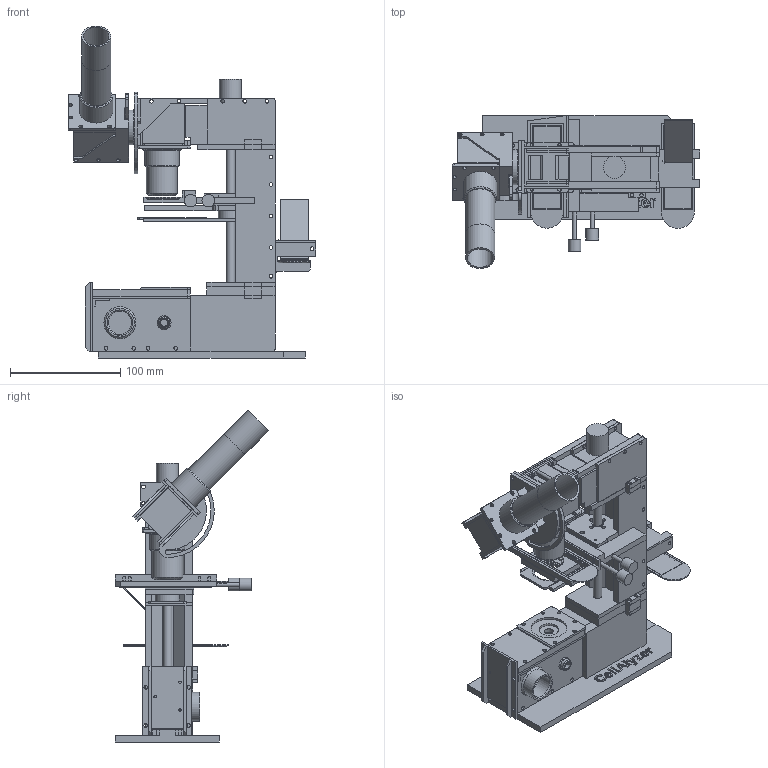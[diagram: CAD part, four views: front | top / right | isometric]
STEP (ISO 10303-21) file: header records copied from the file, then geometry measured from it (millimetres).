
FILE_DESCRIPTION(/* description */ (''),/* implementation_level */ '2;1');
FILE_NAME(/* name */ 'Mikroskop_Assembled_Render v8_fixxed_Kondensor.step',/* time_stamp */ '2023-02-08T12:24:33+01:00',/* author */ (''),/* organization */ (''),/* preprocessor_version */ 'ST-DEVELOPER v19.2',/* originating_system */ 'Autodesk Translation Framework v11.17.0.187',/* authorisation */ '');
FILE_SCHEMA (('AUTOMOTIVE_DESIGN { 1 0 10303 214 3 1 1 }'));
Length unit declared in the file: millimetre
Products named in the file (56): Mikroskop_Assembled_Render; Objektiv_Integration; Schraubanschluss_Objektiv; Spiegel; Seiten_kappe; Seitenkappe_2; Spiegel_im_Verbindungs_stück; Strahlengang; Tubus; Objektiv_spiegel_Tubus; Tubus_Winkel_Verstellbarkeit_Spiegel_verbindung; Winkel_Verstellbarkeit_; Winkel_Tubus_Drehbar; Spiegel (1); Spiegel_Einsatz; Seiten_Bestandteil; 2_Seitenteil; Tubus_endstück; Okular; Kondensor_Halter; Lamp_Electronics_ect; LED_holder; Gehäuse_Kabel_Poti_Schalter; Deckel; Boden; Batterie Halterung; Verbindung; Hintere Wand; Verbindung 2; xyz_verstellung; Fixierung_Kreuztisch; Kreuztisch_Anschluss; Colorfilter_Holder; Slide_XYZ_Satge; Tube_Top_Ending; Tube_Bot_End; Maße; Connector_Block; Connector_Block (1); Connector_Block_2 ...
Assembly tree (57 placements, depth 4):
  Mikroskop_Assembled_Render
    Objektiv_Integration
      Schraubanschluss_Objektiv
      Spiegel
      Seiten_kappe
      Seitenkappe_2
      Spiegel_im_Verbindungs_stück
      Strahlengang
    Tubus
      Objektiv_spiegel_Tubus
      Tubus_Winkel_Verstellbarkeit_Spiegel_verbindung
      Winkel_Verstellbarkeit_
      Winkel_Tubus_Drehbar
      Spiegel (1)
      Spiegel_Einsatz
      Seiten_Bestandteil
      2_Seitenteil
      Tubus_endstück
      Okular
      Kondensor_Halter
    Lamp_Electronics_ect
      LED_holder
      Gehäuse_Kabel_Poti_Schalter
        Deckel
      Boden
      Batterie Halterung
      Verbindung
      Hintere Wand
      Verbindung 2
    xyz_verstellung
      Objektträger
      Objektträger_Halterung
      Fixierung_Kreuztisch
      Kreuztisch_Anschluss
    Colorfilter_Holder
    Slide_XYZ_Satge
    Tube_Top_Ending
    Tube_Bot_End
    Maße
    Connector_Block
    Connector_Block (1)
    Connector_Block_2
    Connector_Block_2_2
    Kreuztisch_für_Render
    Raspi_BPD
      Schraubanschluss (1)
      Winkel
    Optische Komponenten
      Objektiv
    Objektträger_Halterung
    Objektträger
    Spindel
    Leitspindel_Kupfer
    Abstandhalter_Kondensor
    Base
    Diaphragma_slide
    Diaphragma
    Knopf
Bounding box: 224.5 x 138.76 x 300.6 mm (x, y, z)
Volume: 891175.3 mm3; surface area: 359646.2 mm2
Topology: 47 solids, 48 shells, 1159 faces, 3041 edges, 2014 vertices
Faces by surface type: plane 749, cylinder 334, bspline 64, cone 12
Full cylindrical faces by diameter (mm): 1.7 x4, 2.3 x3, 3.281 x2, 3.3 x168, 3.5 x19, 4 x3, 4.1 x2, 8 x4, 8.004 x3, 8.5 x1, 10.2 x5, 10.5 x1, 11.5 x2, 18 x1, 20 x1, 21 x1, 22 x3, 23.022 x2, 23.2 x4, 24 x1, 26 x1, 26.5 x8, 28 x2, 30 x2, 31.5 x1, 32 x2, 35 x1
Entity records: 37957 total; most frequent: CARTESIAN_POINT 7260, ORIENTED_EDGE 5932, DIRECTION 5883, EDGE_CURVE 2966, LINE 2147, VECTOR 2147, VERTEX_POINT 1965, AXIS2_PLACEMENT_3D 1868
